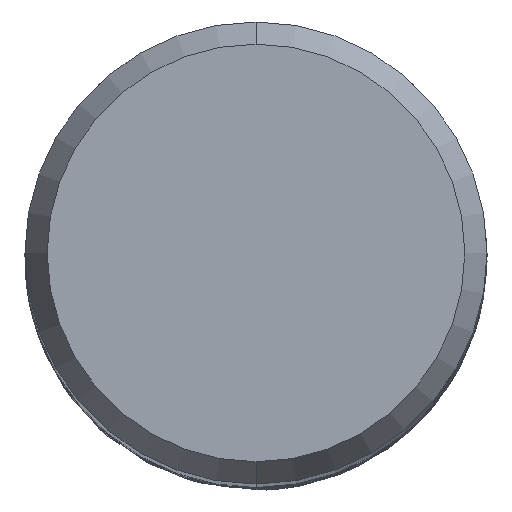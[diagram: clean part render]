
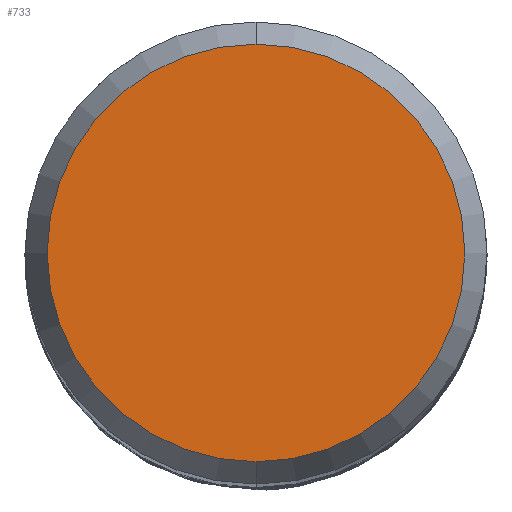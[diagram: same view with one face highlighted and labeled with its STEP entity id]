
A CAD part, top view. The second image highlights one B-rep face of the part: STEP entity #733.
In plain terms, the highlighted planar face has unit normal (0, 0, 1).
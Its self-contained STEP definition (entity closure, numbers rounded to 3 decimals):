
#733=ADVANCED_FACE('',(#1953),#1954,.T.);
#867=VERTEX_POINT('',#2099);
#1117=VERTEX_POINT('',#2376);
#1311=EDGE_CURVE('',#867,#1117,#2585,.T.);
#1361=EDGE_CURVE('',#1117,#867,#2637,.T.);
#1953=FACE_OUTER_BOUND('',#4107,.T.);
#1954=PLANE('',#4108);
#2099=CARTESIAN_POINT('',(0.,-5.423,0.0));
#2376=CARTESIAN_POINT('',(0.0,5.423,0.0));
#2585=CIRCLE('',#10469,5.423);
#2637=CIRCLE('',#10737,5.423);
#4107=EDGE_LOOP('',(#18110,#18111));
#4108=AXIS2_PLACEMENT_3D('',#18112,#18113,#18114);
#10469=AXIS2_PLACEMENT_3D('',#18806,#18807,#18808);
#10737=AXIS2_PLACEMENT_3D('',#18839,#18840,#18841);
#18110=ORIENTED_EDGE('',*,*,#1361,.F.);
#18111=ORIENTED_EDGE('',*,*,#1311,.F.);
#18112=CARTESIAN_POINT('',(0.0,2.711,0.0));
#18113=DIRECTION('',(-0.0,0.0,1.0));
#18114=DIRECTION('',(0.0,-1.0,0.0));
#18806=CARTESIAN_POINT('',(0.0,0.0,0.0));
#18807=DIRECTION('',(0.0,0.0,-1.0));
#18808=DIRECTION('',(0.0,1.0,0.0));
#18839=CARTESIAN_POINT('',(0.0,0.0,0.0));
#18840=DIRECTION('',(0.0,0.0,-1.0));
#18841=DIRECTION('',(0.0,1.0,0.0));
